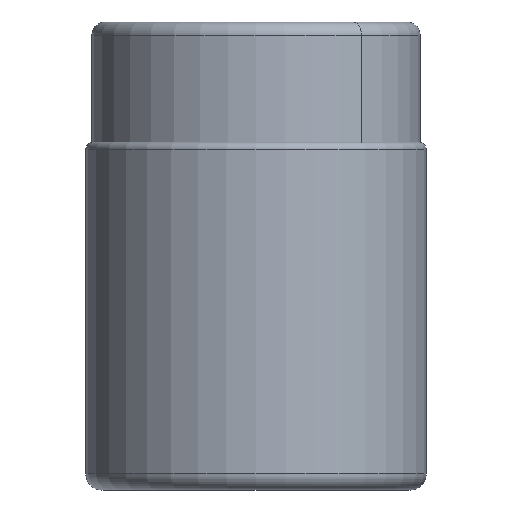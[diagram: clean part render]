
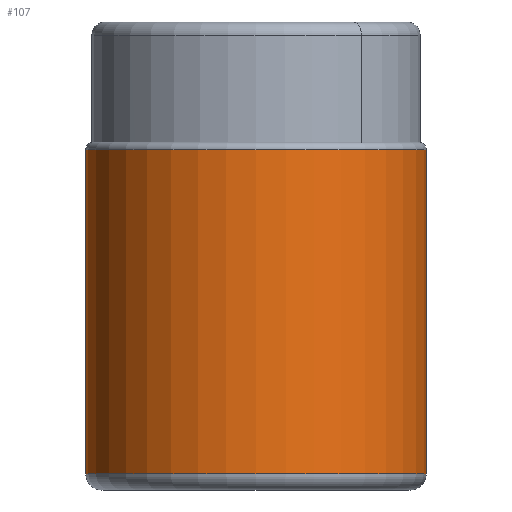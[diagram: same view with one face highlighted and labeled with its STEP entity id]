
A CAD part, front view. The second image highlights one B-rep face of the part: STEP entity #107.
In plain terms, the highlighted cylindrical face has radius 25.4 mm (diameter 50.8 mm), a partial arc.
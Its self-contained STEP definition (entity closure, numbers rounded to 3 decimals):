
#42=CYLINDRICAL_SURFACE('',#1279,25.4);
#107=ADVANCED_FACE('',(#194),#42,.T.);
#194=FACE_OUTER_BOUND('',#254,.T.);
#254=EDGE_LOOP('',(#342,#343,#344,#345));
#342=ORIENTED_EDGE('',*,*,#776,.T.);
#343=ORIENTED_EDGE('',*,*,#775,.F.);
#344=ORIENTED_EDGE('',*,*,#777,.F.);
#345=ORIENTED_EDGE('',*,*,#778,.F.);
#662=VERTEX_POINT('',#1962);
#663=VERTEX_POINT('',#1964);
#664=VERTEX_POINT('',#1970);
#665=VERTEX_POINT('',#1972);
#775=EDGE_CURVE('',#663,#662,#942,.T.);
#776=EDGE_CURVE('',#664,#662,#1112,.T.);
#777=EDGE_CURVE('',#665,#663,#1113,.T.);
#778=EDGE_CURVE('',#664,#665,#943,.T.);
#942=CIRCLE('',#1276,25.4);
#943=CIRCLE('',#1278,25.4);
#1112=LINE('',#1969,#1153);
#1113=LINE('',#1971,#1154);
#1153=VECTOR('',#1526,1.);
#1154=VECTOR('',#1527,1.);
#1276=AXIS2_PLACEMENT_3D('',#1967,#1522,#1523);
#1278=AXIS2_PLACEMENT_3D('',#1973,#1528,#1529);
#1279=AXIS2_PLACEMENT_3D('',#1974,#1530,#1531);
#1522=DIRECTION('',(0.,0.,-1.));
#1523=DIRECTION('',(1.,0.,0.));
#1526=DIRECTION('',(0.,0.,-1.));
#1527=DIRECTION('',(0.,0.,-1.));
#1528=DIRECTION('',(0.,0.,1.));
#1529=DIRECTION('',(-1.,0.,0.));
#1530=DIRECTION('',(0.,0.,-1.));
#1531=DIRECTION('',(-1.,0.,0.));
#1962=CARTESIAN_POINT('',(-25.4,0.,-67.45));
#1964=CARTESIAN_POINT('',(25.4,0.,-67.45));
#1967=CARTESIAN_POINT('',(0.,0.,-67.45));
#1969=CARTESIAN_POINT('',(-25.4,0.,-19.05));
#1970=CARTESIAN_POINT('',(-25.4,0.,-19.05));
#1971=CARTESIAN_POINT('',(25.4,0.,-19.05));
#1972=CARTESIAN_POINT('',(25.4,0.,-19.05));
#1973=CARTESIAN_POINT('',(0.,0.,-19.05));
#1974=CARTESIAN_POINT('',(0.,0.,-15.355));
